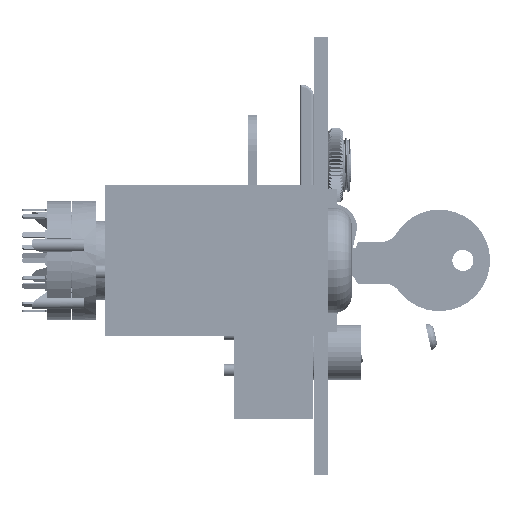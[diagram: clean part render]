
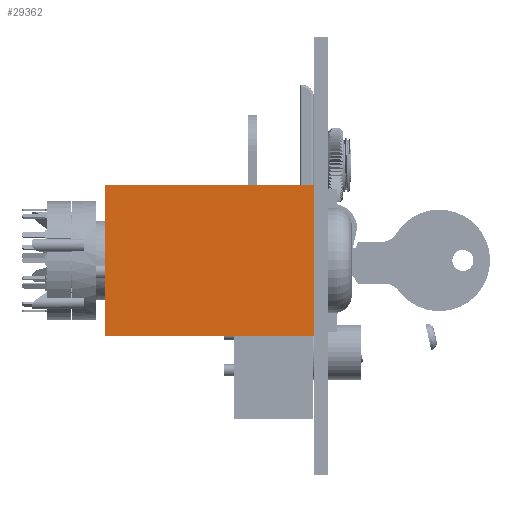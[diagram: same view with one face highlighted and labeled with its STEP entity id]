
A CAD part, left-side view. The second image highlights one B-rep face of the part: STEP entity #29362.
In plain terms, the highlighted planar face has unit normal (-1, 0, 0).
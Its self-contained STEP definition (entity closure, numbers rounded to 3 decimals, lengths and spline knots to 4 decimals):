
#1609=PLANE('',#31456);
#2834=FACE_OUTER_BOUND('',#4576,.T.);
#4576=EDGE_LOOP('',(#20921,#20922,#20923,#20924));
#6434=LINE('',#42711,#9539);
#6454=LINE('',#42752,#9559);
#6456=LINE('',#42759,#9561);
#6457=LINE('',#42760,#9562);
#9539=VECTOR('',#34247,0.3937);
#9559=VECTOR('',#34291,0.3937);
#9561=VECTOR('',#34299,0.3937);
#9562=VECTOR('',#34300,0.3937);
#13327=VERTEX_POINT('',#42709);
#13328=VERTEX_POINT('',#42710);
#13337=VERTEX_POINT('',#42750);
#13339=VERTEX_POINT('',#42758);
#16211=EDGE_CURVE('',#13327,#13328,#6434,.T.);
#16233=EDGE_CURVE('',#13337,#13328,#6454,.T.);
#16236=EDGE_CURVE('',#13339,#13337,#6456,.T.);
#16237=EDGE_CURVE('',#13339,#13327,#6457,.T.);
#20921=ORIENTED_EDGE('',*,*,#16236,.F.);
#20922=ORIENTED_EDGE('',*,*,#16237,.T.);
#20923=ORIENTED_EDGE('',*,*,#16211,.T.);
#20924=ORIENTED_EDGE('',*,*,#16233,.F.);
#29362=ADVANCED_FACE('',(#2834),#1609,.T.);
#31456=AXIS2_PLACEMENT_3D('',#42757,#34297,#34298);
#34247=DIRECTION('',(0.,1.,0.));
#34291=DIRECTION('',(0.,0.,1.));
#34297=DIRECTION('center_axis',(-1.,0.,0.));
#34298=DIRECTION('ref_axis',(0.,0.,1.));
#34299=DIRECTION('',(0.,1.,0.));
#34300=DIRECTION('',(0.,0.,1.));
#42709=CARTESIAN_POINT('',(-0.65,0.,0.65));
#42710=CARTESIAN_POINT('',(-0.65,1.7861,0.65));
#42711=CARTESIAN_POINT('',(-0.65,0.,0.65));
#42750=CARTESIAN_POINT('',(-0.65,1.7861,-0.65));
#42752=CARTESIAN_POINT('',(-0.65,1.7861,0.65));
#42757=CARTESIAN_POINT('Origin',(-0.65,0.,-0.65));
#42758=CARTESIAN_POINT('',(-0.65,0.,-0.65));
#42759=CARTESIAN_POINT('',(-0.65,0.,-0.65));
#42760=CARTESIAN_POINT('',(-0.65,0.,-0.65));
